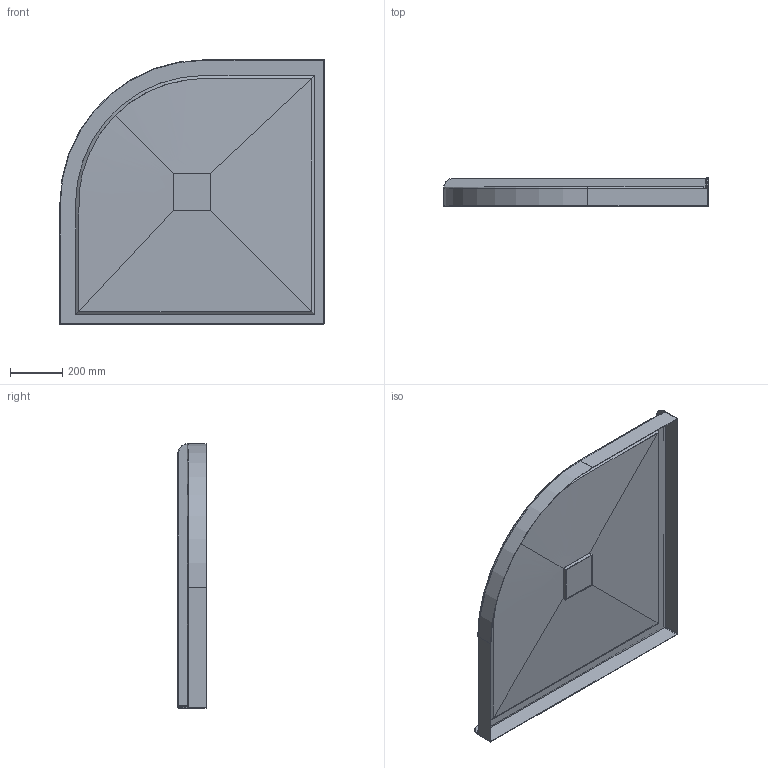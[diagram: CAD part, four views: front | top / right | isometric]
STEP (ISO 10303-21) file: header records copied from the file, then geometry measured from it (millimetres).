
FILE_DESCRIPTION (( 'STEP AP203' ), '1' );
FILE_NAME ('AFP1010S.STEP', '2025-06-03T06:38:02', ( '' ), ( '' ), 'SwSTEP 2.0', 'SolidWorks 2025', '' );
FILE_SCHEMA (( 'CONFIG_CONTROL_DESIGN' ));
Length unit declared in the file: millimetre
Products named in the file (1): AFP1010S
Bounding box: 1010 x 107 x 1010 mm (x, y, z)
Surface area: 1856852.2 mm2 (no closed solid volume)
Topology: 0 solids, 4 shells, 127 faces, 308 edges, 192 vertices
Faces by surface type: plane 63, cylinder 42, torus 19, bspline 3
Entity records: 4307 total; most frequent: CARTESIAN_POINT 1211, DIRECTION 651, ORIENTED_EDGE 602, EDGE_CURVE 308, AXIS2_PLACEMENT_3D 224, VECTOR 203, LINE 203, VERTEX_POINT 192
